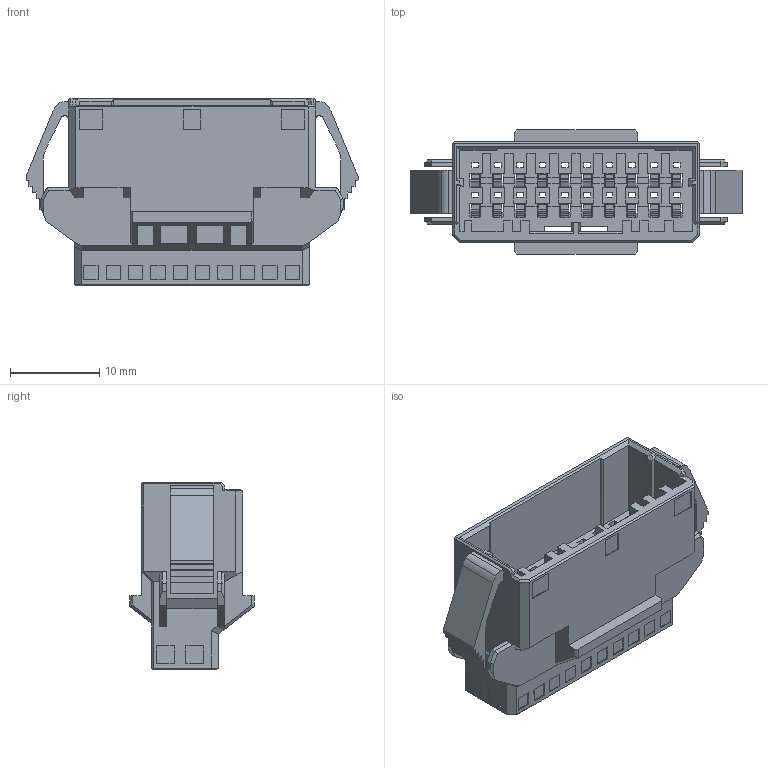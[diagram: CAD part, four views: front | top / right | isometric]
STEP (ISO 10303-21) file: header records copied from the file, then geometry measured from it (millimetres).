
FILE_DESCRIPTION( ('This file contains a STEP AP42 implementation' ,'as created by ZW3D STEP Interface translator.') ,'2;1' );
FILE_NAME( 'WD2500-2HG10B001.stp' ,'2312 5.14 022', (''), ('ZWCAD Software Co.'), 'Version 1.0', 'ZW3D to STEP translator', '' );
FILE_SCHEMA(('AUTOMOTIVE_DESIGN { 1 0 10303 214 1 1 1 1 }'));
Length unit declared in the file: millimetre
Products named in the file (2): 0; WD2500-2HG10B001
Bounding box: 37.1 x 13.9 x 21 mm (x, y, z)
Volume: 2601.3 mm3; surface area: 5809.4 mm2
Topology: 1 solids, 1 shells, 1457 faces, 4079 edges, 2604 vertices
Faces by surface type: plane 1385, cylinder 72
Entity records: 47248 total; most frequent: CARTESIAN_POINT 8451, ORIENTED_EDGE 8158, DIRECTION 6995, EDGE_CURVE 4079, VECTOR 3875, LINE 3875, VERTEX_POINT 2604, AXIS2_PLACEMENT_3D 1560
